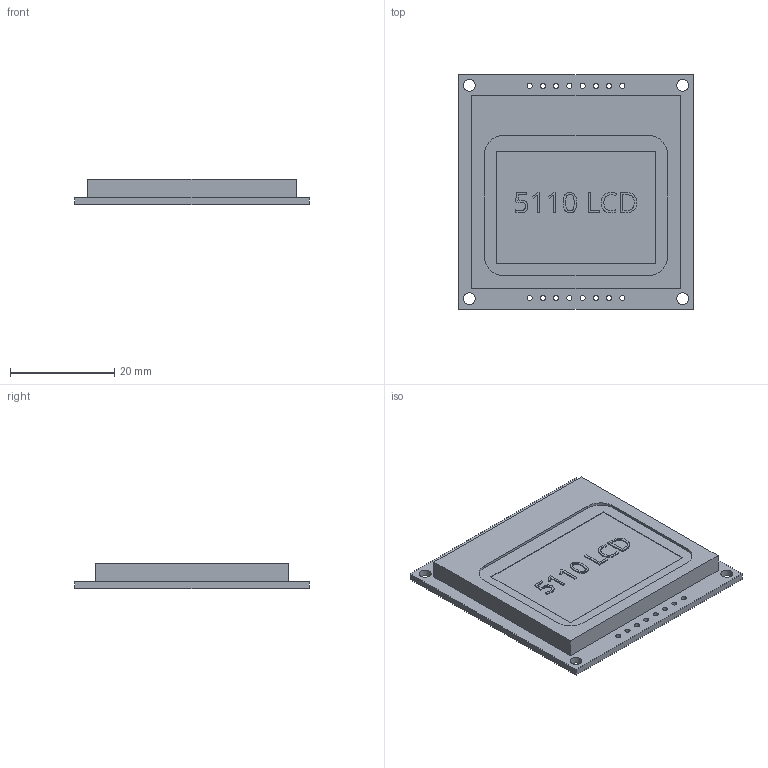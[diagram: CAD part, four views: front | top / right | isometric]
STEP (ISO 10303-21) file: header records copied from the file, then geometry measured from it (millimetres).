
FILE_DESCRIPTION(('FreeCAD Model'),'2;1');
FILE_NAME('Nokia 5110 display module.step' ,'2019-11-10T18:40:22',('Author'),(''), 'Open CASCADE STEP processor 6.8','FreeCAD','Unknown');
FILE_SCHEMA(('AUTOMOTIVE_DESIGN { 1 0 10303 214 1 1 1 1 }'));
Length unit declared in the file: millimetre
Products named in the file (1): Nokia_5110_display_module
Bounding box: 45 x 45 x 4.8 mm (x, y, z)
Volume: 7249.7 mm3; surface area: 4958.3 mm2
Topology: 1 solids, 1 shells, 142 faces, 384 edges, 256 vertices
Faces by surface type: plane 63, extrusion 55, cylinder 24
Full cylindrical faces by diameter (mm): 1 x16, 2.3 x4
Entity records: 10608 total; most frequent: CARTESIAN_POINT 2101, DIRECTION 1211, VECTOR 891, LINE 836, ORIENTED_EDGE 768, PCURVE 768, DEFINITIONAL_REPRESENTATION 768, EDGE_CURVE 384
